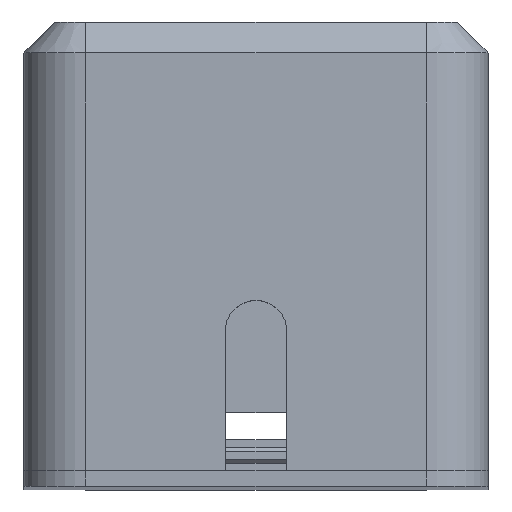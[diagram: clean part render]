
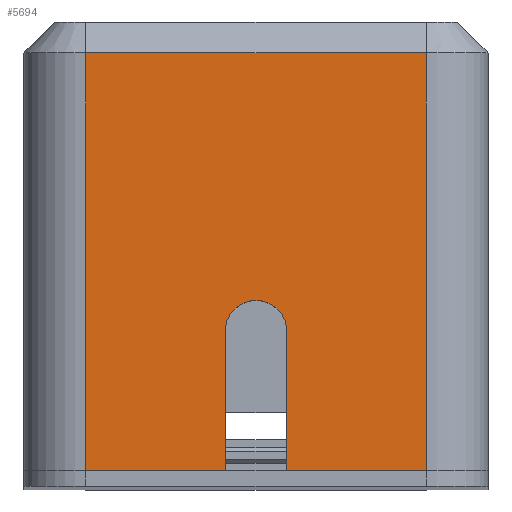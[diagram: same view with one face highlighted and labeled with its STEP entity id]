
A CAD part, top view. The second image highlights one B-rep face of the part: STEP entity #5694.
In plain terms, the highlighted planar face has unit normal (0, 0, 1).
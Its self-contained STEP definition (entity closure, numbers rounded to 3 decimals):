
#273 = CARTESIAN_POINT ( 'NONE',  ( 11., 30., 69.75 ) ) ;
#284 = CARTESIAN_POINT ( 'NONE',  ( -11., 28., 69.75 ) ) ;
#403 = EDGE_CURVE ( 'NONE', #2994, #2815, #3412, .T. ) ;
#621 = CARTESIAN_POINT ( 'NONE',  ( -11., 1., 69.75 ) ) ;
#638 = ORIENTED_EDGE ( 'NONE', *, *, #4628, .T. ) ;
#697 = ORIENTED_EDGE ( 'NONE', *, *, #7857, .T. ) ;
#852 = ORIENTED_EDGE ( 'NONE', *, *, #403, .F. ) ;
#1111 = CARTESIAN_POINT ( 'NONE',  ( -2., 10., 69.75 ) ) ;
#1178 = CARTESIAN_POINT ( 'NONE',  ( -11., 30., 69.75 ) ) ;
#1289 = DIRECTION ( 'NONE',  ( 1., 0., 0. ) ) ;
#1522 = VECTOR ( 'NONE', #1289, 1000. ) ;
#1695 = CARTESIAN_POINT ( 'NONE',  ( -11., 1., 69.75 ) ) ;
#1770 = CARTESIAN_POINT ( 'NONE',  ( -11., 1., 69.75 ) ) ;
#1852 = AXIS2_PLACEMENT_3D ( 'NONE', #2732, #3348, #5301 ) ;
#2181 = VECTOR ( 'NONE', #2792, 1000. ) ;
#2366 = ORIENTED_EDGE ( 'NONE', *, *, #5580, .T. ) ;
#2478 = DIRECTION ( 'NONE',  ( 0., -1., 0. ) ) ;
#2522 = LINE ( 'NONE', #4377, #5159 ) ;
#2609 = DIRECTION ( 'NONE',  ( -1., 0., 0. ) ) ;
#2687 = PLANE ( 'NONE',  #1852 ) ;
#2732 = CARTESIAN_POINT ( 'NONE',  ( -11., 30., 69.75 ) ) ;
#2762 = EDGE_CURVE ( 'NONE', #5743, #4902, #6365, .T. ) ;
#2774 = FACE_OUTER_BOUND ( 'NONE', #6599, .T. ) ;
#2792 = DIRECTION ( 'NONE',  ( 0., -1., 0. ) ) ;
#2815 = VERTEX_POINT ( 'NONE', #4688 ) ;
#2828 = CARTESIAN_POINT ( 'NONE',  ( -2., 10., 69.75 ) ) ;
#2994 = VERTEX_POINT ( 'NONE', #6767 ) ;
#3020 = CARTESIAN_POINT ( 'NONE',  ( -2., 1., 69.75 ) ) ;
#3111 = ORIENTED_EDGE ( 'NONE', *, *, #7434, .T. ) ;
#3265 = CARTESIAN_POINT ( 'NONE',  ( 0., 10., 69.75 ) ) ;
#3348 = DIRECTION ( 'NONE',  ( 0., 0., -1. ) ) ;
#3371 = AXIS2_PLACEMENT_3D ( 'NONE', #3265, #5674, #2609 ) ;
#3412 = LINE ( 'NONE', #273, #2181 ) ;
#3582 = CARTESIAN_POINT ( 'NONE',  ( -11., 28., 69.75 ) ) ;
#4285 = DIRECTION ( 'NONE',  ( 1., 0., 0. ) ) ;
#4295 = ORIENTED_EDGE ( 'NONE', *, *, #2762, .T. ) ;
#4353 = LINE ( 'NONE', #1178, #5860 ) ;
#4377 = CARTESIAN_POINT ( 'NONE',  ( 2., 1., 69.75 ) ) ;
#4415 = ORIENTED_EDGE ( 'NONE', *, *, #7286, .T. ) ;
#4465 = LINE ( 'NONE', #621, #1522 ) ;
#4510 = VERTEX_POINT ( 'NONE', #6135 ) ;
#4628 = EDGE_CURVE ( 'NONE', #4902, #4510, #4825, .T. ) ;
#4664 = EDGE_CURVE ( 'NONE', #7340, #5743, #4465, .T. ) ;
#4688 = CARTESIAN_POINT ( 'NONE',  ( 11., 1., 69.75 ) ) ;
#4825 = CIRCLE ( 'NONE', #3371, 2. ) ;
#4902 = VERTEX_POINT ( 'NONE', #1111 ) ;
#4973 = VERTEX_POINT ( 'NONE', #3582 ) ;
#5159 = VECTOR ( 'NONE', #2478, 1000. ) ;
#5264 = VERTEX_POINT ( 'NONE', #7910 ) ;
#5301 = DIRECTION ( 'NONE',  ( -1., 0., 0. ) ) ;
#5333 = DIRECTION ( 'NONE',  ( -1., 0., 0. ) ) ;
#5455 = VECTOR ( 'NONE', #5333, 1000. ) ;
#5580 = EDGE_CURVE ( 'NONE', #4510, #5264, #2522, .T. ) ;
#5648 = DIRECTION ( 'NONE',  ( 0., -1., 0. ) ) ;
#5674 = DIRECTION ( 'NONE',  ( 0., 0., -1. ) ) ;
#5694 = ADVANCED_FACE ( 'NONE', ( #2774 ), #2687, .F. ) ;
#5743 = VERTEX_POINT ( 'NONE', #3020 ) ;
#5860 = VECTOR ( 'NONE', #5648, 1000. ) ;
#5958 = LINE ( 'NONE', #284, #5455 ) ;
#6135 = CARTESIAN_POINT ( 'NONE',  ( 2., 10., 69.75 ) ) ;
#6365 = LINE ( 'NONE', #2828, #6803 ) ;
#6599 = EDGE_LOOP ( 'NONE', ( #7036, #4295, #638, #2366, #3111, #852, #4415, #697 ) ) ;
#6613 = DIRECTION ( 'NONE',  ( 0., 1., 0. ) ) ;
#6767 = CARTESIAN_POINT ( 'NONE',  ( 11., 28., 69.75 ) ) ;
#6803 = VECTOR ( 'NONE', #6613, 1000. ) ;
#7036 = ORIENTED_EDGE ( 'NONE', *, *, #4664, .T. ) ;
#7049 = VECTOR ( 'NONE', #4285, 1000. ) ;
#7286 = EDGE_CURVE ( 'NONE', #2994, #4973, #5958, .T. ) ;
#7340 = VERTEX_POINT ( 'NONE', #1695 ) ;
#7434 = EDGE_CURVE ( 'NONE', #5264, #2815, #7438, .T. ) ;
#7438 = LINE ( 'NONE', #1770, #7049 ) ;
#7857 = EDGE_CURVE ( 'NONE', #4973, #7340, #4353, .T. ) ;
#7910 = CARTESIAN_POINT ( 'NONE',  ( 2., 1., 69.75 ) ) ;
